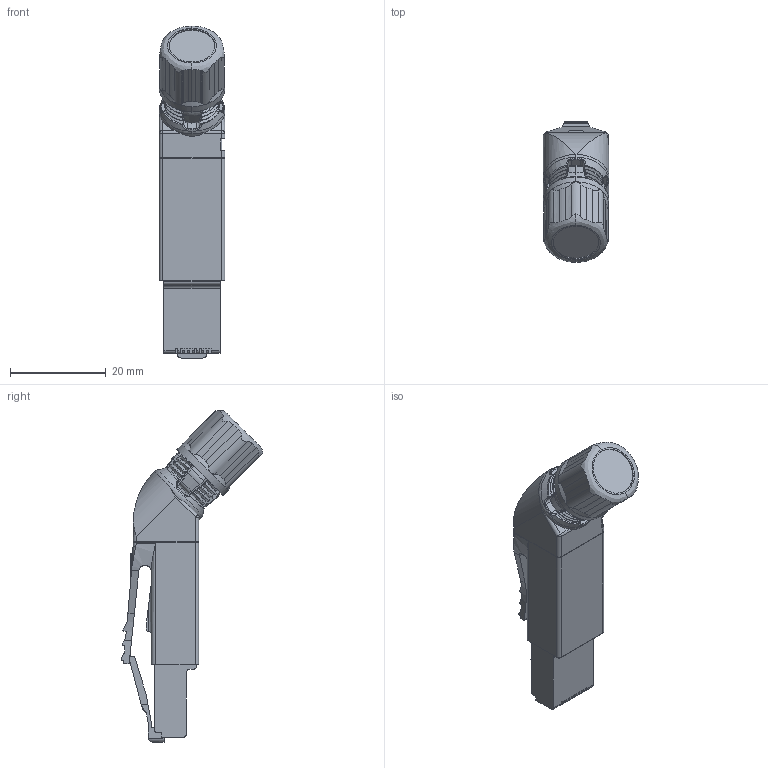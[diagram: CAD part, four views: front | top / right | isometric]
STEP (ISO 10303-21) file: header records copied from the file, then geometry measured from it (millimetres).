
FILE_DESCRIPTION (( 'STEP AP214' ), '1' );
FILE_NAME ('7000-74031-0000000.step', '2017-08-16T13:41:29', ( '' ), ( '' ), 'SwSTEP 2.0', 'SolidWorks 2017', '' );
FILE_SCHEMA (( 'AUTOMOTIVE_DESIGN' ));
Length unit declared in the file: inch
Products named in the file (1): 7000-74031-0000000
Bounding box: 13.7 x 29.47 x 69.29 mm (x, y, z)
Volume: 9222.4 mm3; surface area: 5024.7 mm2
Topology: 1 solids, 1 shells, 636 faces, 1844 edges, 1208 vertices
Faces by surface type: cylinder 249, plane 197, bspline 143, cone 25, torus 22
Entity records: 113746 total; most frequent: CARTESIAN_POINT 91597, ORIENTED_EDGE 3688, DIRECTION 1998, EDGE_CURVE 1844, VERTEX_POINT 1208, B_SPLINE_CURVE_WITH_KNOTS 972, VECTOR 716, LINE 716
